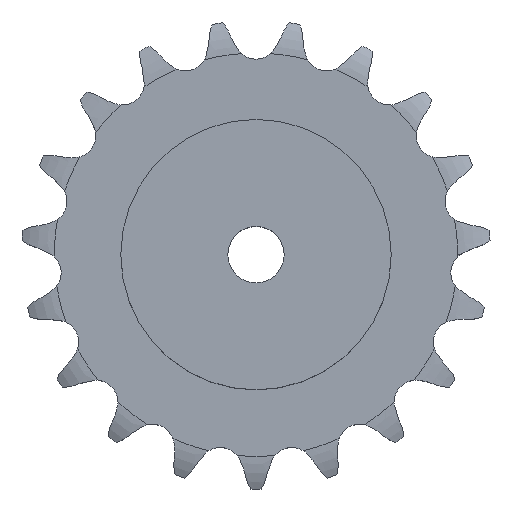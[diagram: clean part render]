
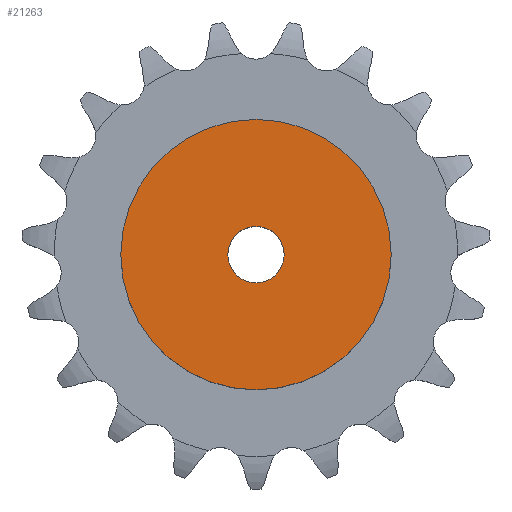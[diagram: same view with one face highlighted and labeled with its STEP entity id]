
A CAD part, top view. The second image highlights one B-rep face of the part: STEP entity #21263.
In plain terms, the highlighted planar face has unit normal (0, 0, 1).
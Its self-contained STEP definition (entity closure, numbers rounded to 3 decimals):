
#2847 = CYLINDRICAL_SURFACE('',#2848,60.);
#2848 = AXIS2_PLACEMENT_3D('',#2849,#2850,#2851);
#2849 = CARTESIAN_POINT('',(0.,0.,0.));
#2850 = DIRECTION('',(-0.,-0.,-1.));
#2851 = DIRECTION('',(1.,0.,0.));
#13558 = VERTEX_POINT('',#13559);
#13559 = CARTESIAN_POINT('',(60.,0.,50.));
#13580 = EDGE_CURVE('',#13558,#13558,#13581,.T.);
#13581 = SURFACE_CURVE('',#13582,(#13587,#13594),.PCURVE_S1.);
#13582 = CIRCLE('',#13583,60.);
#13583 = AXIS2_PLACEMENT_3D('',#13584,#13585,#13586);
#13584 = CARTESIAN_POINT('',(0.,0.,50.));
#13585 = DIRECTION('',(0.,0.,1.));
#13586 = DIRECTION('',(1.,0.,0.));
#13587 = PCURVE('',#2847,#13588);
#13588 = DEFINITIONAL_REPRESENTATION('',(#13589),#13593);
#13589 = LINE('',#13590,#13591);
#13590 = CARTESIAN_POINT('',(-0.,-50.));
#13591 = VECTOR('',#13592,1.);
#13592 = DIRECTION('',(-1.,0.));
#13593 = ( GEOMETRIC_REPRESENTATION_CONTEXT(2) 
PARAMETRIC_REPRESENTATION_CONTEXT() REPRESENTATION_CONTEXT('2D SPACE',''
  ) );
#13594 = PCURVE('',#13595,#13600);
#13595 = PLANE('',#13596);
#13596 = AXIS2_PLACEMENT_3D('',#13597,#13598,#13599);
#13597 = CARTESIAN_POINT('',(0.,0.,50.)
  );
#13598 = DIRECTION('',(0.,0.,1.));
#13599 = DIRECTION('',(1.,0.,0.));
#13600 = DEFINITIONAL_REPRESENTATION('',(#13601),#13605);
#13601 = CIRCLE('',#13602,60.);
#13602 = AXIS2_PLACEMENT_2D('',#13603,#13604);
#13603 = CARTESIAN_POINT('',(0.,0.));
#13604 = DIRECTION('',(1.,0.));
#13605 = ( GEOMETRIC_REPRESENTATION_CONTEXT(2) 
PARAMETRIC_REPRESENTATION_CONTEXT() REPRESENTATION_CONTEXT('2D SPACE',''
  ) );
#18210 = CYLINDRICAL_SURFACE('',#18211,12.5);
#18211 = AXIS2_PLACEMENT_3D('',#18212,#18213,#18214);
#18212 = CARTESIAN_POINT('',(0.,0.,325.686));
#18213 = DIRECTION('',(0.,0.,1.));
#18214 = DIRECTION('',(1.,0.,0.));
#21263 = ADVANCED_FACE('',(#21264,#21267),#13595,.T.);
#21264 = FACE_BOUND('',#21265,.T.);
#21265 = EDGE_LOOP('',(#21266));
#21266 = ORIENTED_EDGE('',*,*,#13580,.T.);
#21267 = FACE_BOUND('',#21268,.T.);
#21268 = EDGE_LOOP('',(#21269));
#21269 = ORIENTED_EDGE('',*,*,#21270,.F.);
#21270 = EDGE_CURVE('',#21271,#21271,#21273,.T.);
#21271 = VERTEX_POINT('',#21272);
#21272 = CARTESIAN_POINT('',(12.5,0.,50.));
#21273 = SURFACE_CURVE('',#21274,(#21279,#21286),.PCURVE_S1.);
#21274 = CIRCLE('',#21275,12.5);
#21275 = AXIS2_PLACEMENT_3D('',#21276,#21277,#21278);
#21276 = CARTESIAN_POINT('',(0.,0.,50.));
#21277 = DIRECTION('',(0.,0.,1.));
#21278 = DIRECTION('',(1.,0.,0.));
#21279 = PCURVE('',#13595,#21280);
#21280 = DEFINITIONAL_REPRESENTATION('',(#21281),#21285);
#21281 = CIRCLE('',#21282,12.5);
#21282 = AXIS2_PLACEMENT_2D('',#21283,#21284);
#21283 = CARTESIAN_POINT('',(0.,0.));
#21284 = DIRECTION('',(1.,0.));
#21285 = ( GEOMETRIC_REPRESENTATION_CONTEXT(2) 
PARAMETRIC_REPRESENTATION_CONTEXT() REPRESENTATION_CONTEXT('2D SPACE',''
  ) );
#21286 = PCURVE('',#18210,#21287);
#21287 = DEFINITIONAL_REPRESENTATION('',(#21288),#21292);
#21288 = LINE('',#21289,#21290);
#21289 = CARTESIAN_POINT('',(0.,-275.686));
#21290 = VECTOR('',#21291,1.);
#21291 = DIRECTION('',(1.,0.));
#21292 = ( GEOMETRIC_REPRESENTATION_CONTEXT(2) 
PARAMETRIC_REPRESENTATION_CONTEXT() REPRESENTATION_CONTEXT('2D SPACE',''
  ) );
